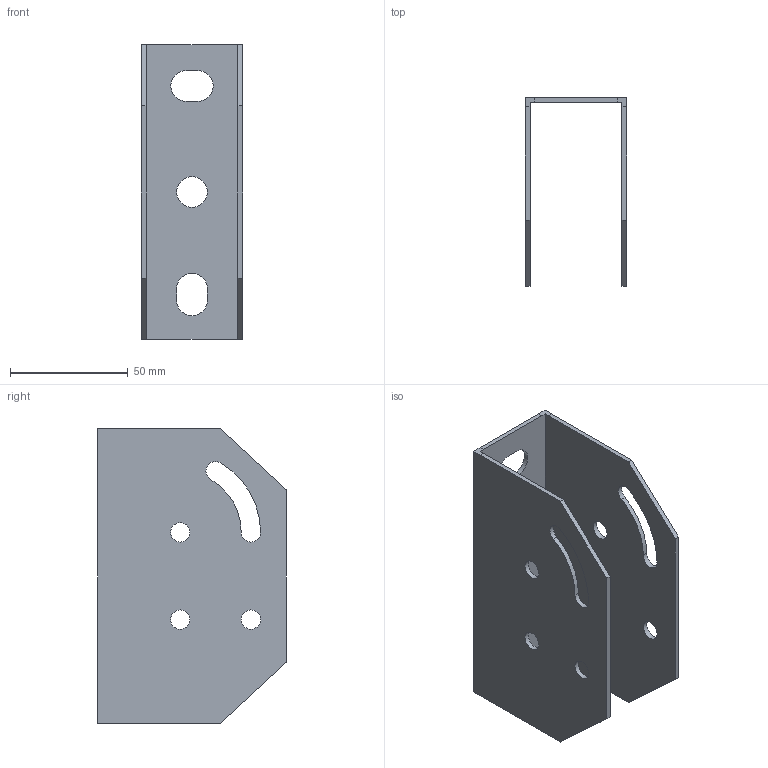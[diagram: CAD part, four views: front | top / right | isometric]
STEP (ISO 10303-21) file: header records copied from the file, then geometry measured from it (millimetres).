
FILE_DESCRIPTION(/* description */ (''),/* implementation_level */ '2;1');
FILE_NAME(/* name */ '',/* time_stamp */ '2023-05-15T11:23:18+03:00',/* author */ ('Ртищев А.О.'),/* organization */ (''),/* preprocessor_version */ 'ST-DEVELOPER v19.2',/* originating_system */ 'Autodesk Inventor 2023',/* authorisation */ '');
FILE_SCHEMA (('AUTOMOTIVE_DESIGN { 1 0 10303 214 3 1 1 }'));
Length unit declared in the file: millimetre
Products named in the file (1): Универсальная потолочная 
скоба S=2,0 мм, UPD
Bounding box: 43 x 80 x 125 mm (x, y, z)
Volume: 43906.2 mm3; surface area: 46024.4 mm2
Topology: 1 solids, 1 shells, 45 faces, 129 edges, 86 vertices
Faces by surface type: plane 26, cylinder 19
Full cylindrical faces by diameter (mm): 8.2 x6, 13 x1
Entity records: 1613 total; most frequent: CARTESIAN_POINT 261, DIRECTION 259, ORIENTED_EDGE 258, EDGE_CURVE 129, LINE 91, VECTOR 91, VERTEX_POINT 86, AXIS2_PLACEMENT_3D 84
